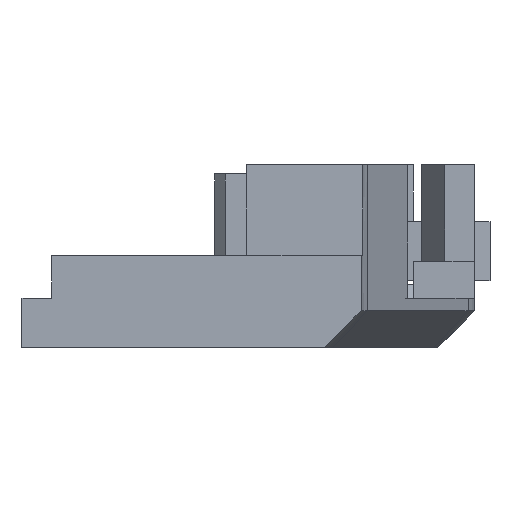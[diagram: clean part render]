
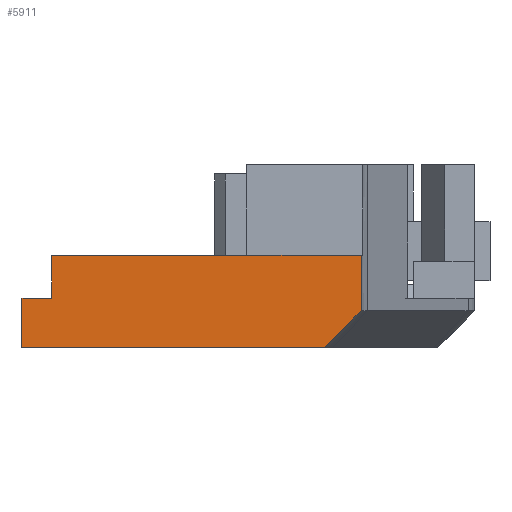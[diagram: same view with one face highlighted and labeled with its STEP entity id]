
A CAD part, left-side view. The second image highlights one B-rep face of the part: STEP entity #5911.
In plain terms, the highlighted planar face has unit normal (-1, 0, 0).
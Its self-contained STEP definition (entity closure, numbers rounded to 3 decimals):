
#294=FACE_OUTER_BOUND('',#658,.T.);
#658=EDGE_LOOP('',(#4281,#4282,#4283,#4284,#4285,#4286,#4287));
#945=LINE('',#8229,#1696);
#1137=LINE('',#8647,#1888);
#1168=LINE('',#8739,#1919);
#1169=LINE('',#8740,#1920);
#1170=LINE('',#8742,#1921);
#1171=LINE('',#8744,#1922);
#1172=LINE('',#8745,#1923);
#1696=VECTOR('',#6618,10.);
#1888=VECTOR('',#6988,10.);
#1919=VECTOR('',#7051,10.);
#1920=VECTOR('',#7052,10.);
#1921=VECTOR('',#7053,10.);
#1922=VECTOR('',#7054,10.);
#1923=VECTOR('',#7055,10.);
#2447=VERTEX_POINT('',#8225);
#2449=VERTEX_POINT('',#8228);
#2584=VERTEX_POINT('',#8643);
#2586=VERTEX_POINT('',#8646);
#2631=VERTEX_POINT('',#8738);
#2632=VERTEX_POINT('',#8741);
#2633=VERTEX_POINT('',#8743);
#3004=EDGE_CURVE('',#2449,#2447,#945,.T.);
#3206=EDGE_CURVE('',#2584,#2586,#1137,.T.);
#3252=EDGE_CURVE('',#2631,#2584,#1168,.T.);
#3253=EDGE_CURVE('',#2449,#2631,#1169,.T.);
#3254=EDGE_CURVE('',#2447,#2632,#1170,.T.);
#3255=EDGE_CURVE('',#2632,#2633,#1171,.T.);
#3256=EDGE_CURVE('',#2633,#2586,#1172,.T.);
#4281=ORIENTED_EDGE('',*,*,#3252,.F.);
#4282=ORIENTED_EDGE('',*,*,#3253,.F.);
#4283=ORIENTED_EDGE('',*,*,#3004,.T.);
#4284=ORIENTED_EDGE('',*,*,#3254,.T.);
#4285=ORIENTED_EDGE('',*,*,#3255,.T.);
#4286=ORIENTED_EDGE('',*,*,#3256,.T.);
#4287=ORIENTED_EDGE('',*,*,#3206,.F.);
#5615=PLANE('',#6285);
#5911=ADVANCED_FACE('',(#294),#5615,.T.);
#6285=AXIS2_PLACEMENT_3D('',#8737,#7049,#7050);
#6618=DIRECTION('',(0.,1.,0.));
#6988=DIRECTION('',(0.,1.,0.));
#7049=DIRECTION('center_axis',(-1.,0.,0.));
#7050=DIRECTION('ref_axis',(0.,1.,0.));
#7051=DIRECTION('',(0.,0.707,-0.707));
#7052=DIRECTION('',(0.,0.,-1.));
#7053=DIRECTION('',(0.,0.,-1.));
#7054=DIRECTION('',(0.,1.,0.));
#7055=DIRECTION('',(0.,0.,-1.));
#8225=CARTESIAN_POINT('',(-213.,-62.777,-11.665));
#8228=CARTESIAN_POINT('',(-213.,-92.368,-11.665));
#8229=CARTESIAN_POINT('',(-213.,-80.377,-11.665));
#8643=CARTESIAN_POINT('',(-213.,-88.868,-20.465));
#8646=CARTESIAN_POINT('',(-213.,-59.927,-20.465));
#8647=CARTESIAN_POINT('',(-213.,-81.252,-20.465));
#8737=CARTESIAN_POINT('Origin',(-213.,-102.377,-2.965));
#8738=CARTESIAN_POINT('',(-213.,-92.368,-16.965));
#8739=CARTESIAN_POINT('',(-213.,-97.62,-11.712));
#8740=CARTESIAN_POINT('',(-213.,-92.368,5.785));
#8741=CARTESIAN_POINT('',(-213.,-62.777,-15.765));
#8742=CARTESIAN_POINT('',(-213.,-62.777,-11.715));
#8743=CARTESIAN_POINT('',(-213.,-59.927,-15.765));
#8744=CARTESIAN_POINT('',(-213.,-65.377,-15.765));
#8745=CARTESIAN_POINT('',(-213.,-59.927,-19.815));
